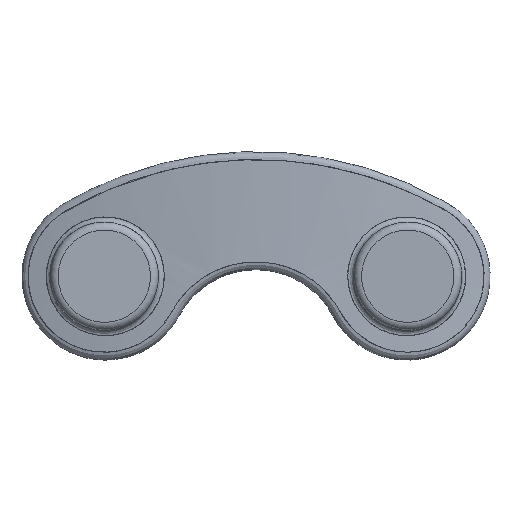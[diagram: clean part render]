
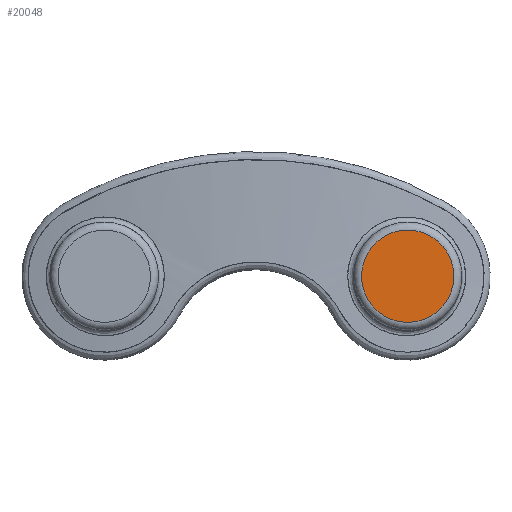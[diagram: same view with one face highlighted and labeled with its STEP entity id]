
A CAD part, top view. The second image highlights one B-rep face of the part: STEP entity #20048.
In plain terms, the highlighted planar face has unit normal (0, 0, 1).
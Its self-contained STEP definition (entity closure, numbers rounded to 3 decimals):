
#782 = FACE_OUTER_BOUND ( 'NONE', #8469, .T. ) ;
#999 = PLANE ( 'NONE',  #17407 ) ;
#2345 = DIRECTION ( 'NONE',  ( 0., 0., -1. ) ) ;
#2409 = DIRECTION ( 'NONE',  ( 1., 0., 0. ) ) ;
#2988 = CARTESIAN_POINT ( 'NONE',  ( 150., 0., 21. ) ) ;
#4969 = VERTEX_POINT ( 'NONE', #2988 ) ;
#8469 = EDGE_LOOP ( 'NONE', ( #13979 ) ) ;
#11125 = CIRCLE ( 'NONE', #21111, 35. ) ;
#11199 = DIRECTION ( 'NONE',  ( 1., 0., 0. ) ) ;
#13693 = CARTESIAN_POINT ( 'NONE',  ( 115., 0., 21. ) ) ;
#13979 = ORIENTED_EDGE ( 'NONE', *, *, #18476, .F. ) ;
#16809 = CARTESIAN_POINT ( 'NONE',  ( 115., 0., 21. ) ) ;
#17407 = AXIS2_PLACEMENT_3D ( 'NONE', #16809, #18333, #2409 ) ;
#18333 = DIRECTION ( 'NONE',  ( 0., 0., 1. ) ) ;
#18476 = EDGE_CURVE ( 'NONE', #4969, #4969, #11125, .T. ) ;
#20048 = ADVANCED_FACE ( 'NONE', ( #782 ), #999, .T. ) ;
#21111 = AXIS2_PLACEMENT_3D ( 'NONE', #13693, #2345, #11199 ) ;
